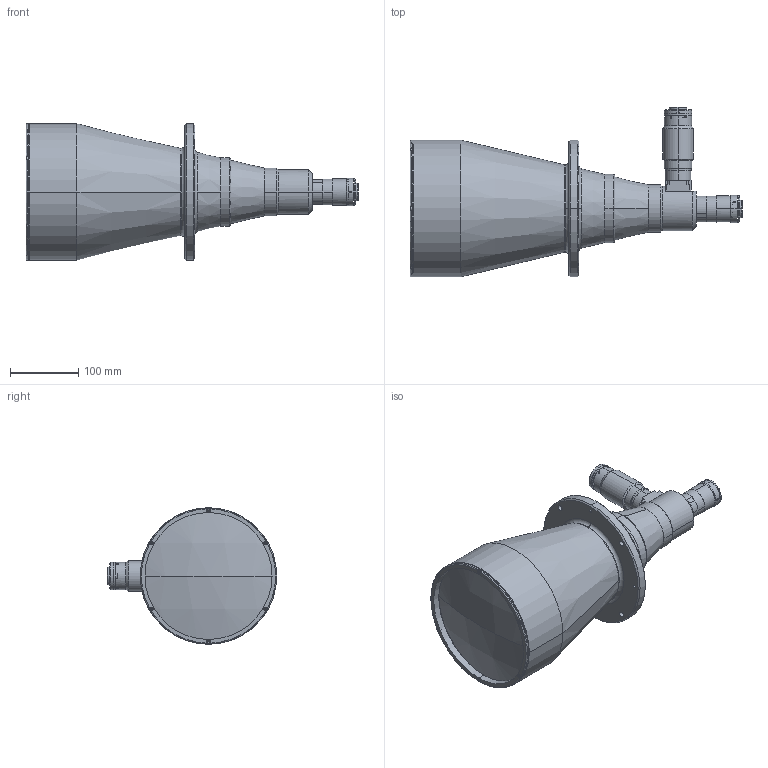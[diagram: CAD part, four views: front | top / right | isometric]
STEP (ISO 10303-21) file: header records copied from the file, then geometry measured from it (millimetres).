
FILE_DESCRIPTION (( 'STEP AP214' ), '1' );
FILE_NAME ('TCDP23C4MC144.STEP', '2015-10-15T09:24:48', ( '' ), ( '' ), 'SwSTEP 2.0', 'SolidWorks 2013', '' );
FILE_SCHEMA (( 'AUTOMOTIVE_DESIGN' ));
Length unit declared in the file: millimetre
Products named in the file (1): TCDP23C4MC144
Bounding box: 486.32 x 248.39 x 200 mm (x, y, z)
Surface area: 313414.5 mm2 (no closed solid volume)
Topology: 0 solids, 26 shells, 310 faces, 908 edges, 629 vertices
Faces by surface type: cylinder 124, plane 114, cone 42, torus 28, sphere 2
Entity records: 14479 total; most frequent: CARTESIAN_POINT 2522, DIRECTION 1924, ORIENTED_EDGE 1543, EDGE_CURVE 908, AXIS2_PLACEMENT_3D 759, VERTEX_POINT 629, CIRCLE 448, LINE 406
